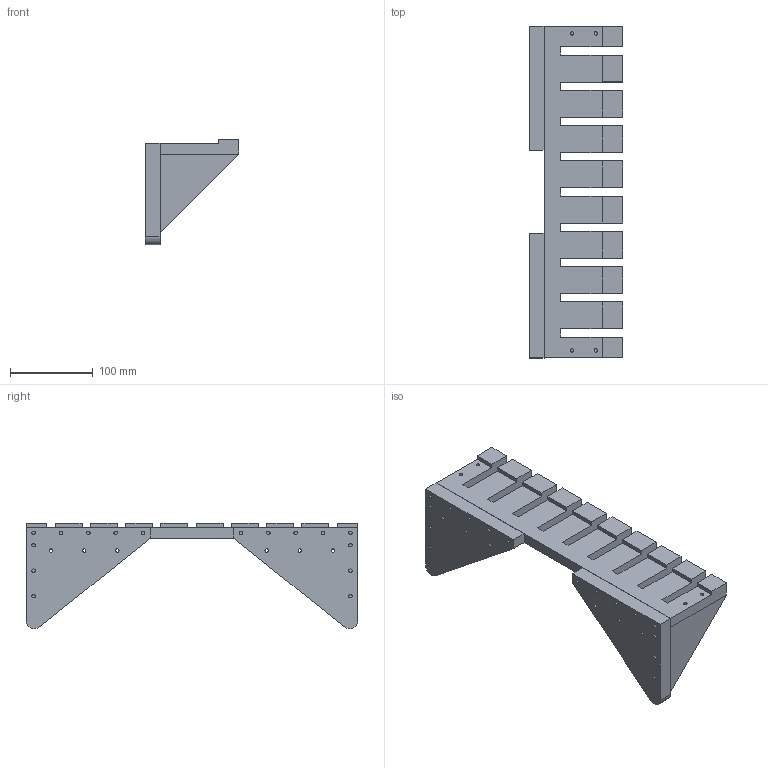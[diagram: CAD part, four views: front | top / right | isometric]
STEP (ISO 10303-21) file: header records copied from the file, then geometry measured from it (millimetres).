
FILE_DESCRIPTION(/* description */ (''),/* implementation_level */ '2;1');
FILE_NAME(/* name */ 'Clamp Rack_V1.0.step',/* time_stamp */ '2021-02-09T23:08:16+01:00',/* author */ (''),/* organization */ (''),/* preprocessor_version */ 'ST-DEVELOPER v18.1',/* originating_system */ 'Autodesk Translation Framework v9.7.1.1290',/* authorisation */ '');
FILE_SCHEMA (('AUTOMOTIVE_DESIGN { 1 0 10303 214 3 1 1 }'));
Length unit declared in the file: millimetre
Products named in the file (1): Clamp Rack_Public
Bounding box: 113 x 400 x 127.19 mm (x, y, z)
Volume: 991994.9 mm3; surface area: 193736 mm2
Topology: 5 solids, 5 shells, 112 faces, 306 edges, 204 vertices
Faces by surface type: plane 84, cylinder 28
Full cylindrical faces by diameter (mm): 4.2 x26
Entity records: 3666 total; most frequent: CARTESIAN_POINT 623, ORIENTED_EDGE 612, DIRECTION 588, EDGE_CURVE 306, LINE 250, VECTOR 250, VERTEX_POINT 204, AXIS2_PLACEMENT_3D 169
